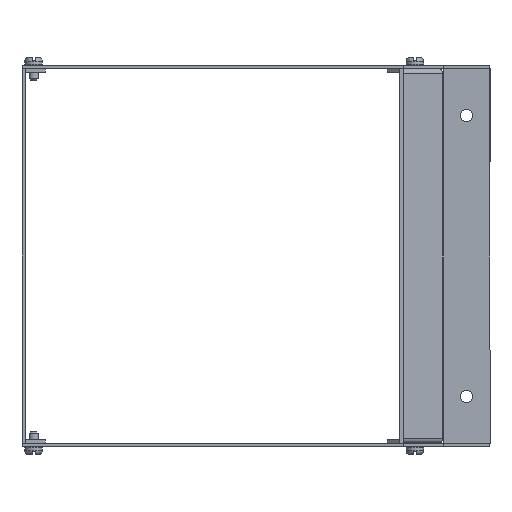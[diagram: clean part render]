
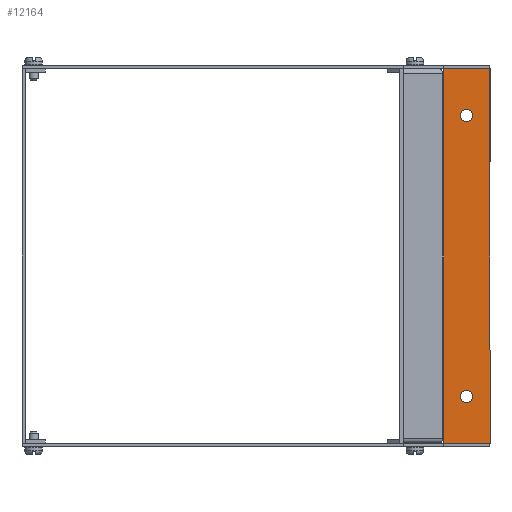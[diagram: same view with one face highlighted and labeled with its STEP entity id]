
A CAD part, front view. The second image highlights one B-rep face of the part: STEP entity #12164.
In plain terms, the highlighted planar face has unit normal (0, -1, 0).
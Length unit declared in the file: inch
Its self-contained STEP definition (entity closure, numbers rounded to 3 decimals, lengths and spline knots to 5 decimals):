
#314 = EDGE_CURVE ( 'NONE', #14984, #3417, #14331, .T. ) ;
#426 = EDGE_CURVE ( 'NONE', #5675, #2982, #4854, .T. ) ;
#460 = ORIENTED_EDGE ( 'NONE', *, *, #10003, .T. ) ;
#629 = VERTEX_POINT ( 'NONE', #6634 ) ;
#775 = VECTOR ( 'NONE', #6053, 39.37008 ) ;
#1074 = DIRECTION ( 'NONE',  ( 0., -1., 0. ) ) ;
#1280 = VECTOR ( 'NONE', #7632, 39.37008 ) ;
#1320 = FACE_OUTER_BOUND ( 'NONE', #5012, .T. ) ;
#1526 = CARTESIAN_POINT ( 'NONE',  ( 4.94168, -4.07182, -8. ) ) ;
#1645 = CARTESIAN_POINT ( 'NONE',  ( 5.42818, -4.07182, -1. ) ) ;
#1696 = VERTEX_POINT ( 'NONE', #11236 ) ;
#1733 = EDGE_LOOP ( 'NONE', ( #11848, #4255 ) ) ;
#1786 = EDGE_CURVE ( 'NONE', #13034, #14984, #6270, .T. ) ;
#1860 = VERTEX_POINT ( 'NONE', #4220 ) ;
#1925 = AXIS2_PLACEMENT_3D ( 'NONE', #2026, #13860, #14960 ) ;
#2026 = CARTESIAN_POINT ( 'NONE',  ( 5.42818, -4.07182, -7. ) ) ;
#2120 = AXIS2_PLACEMENT_3D ( 'NONE', #1645, #10435, #15965 ) ;
#2247 = ORIENTED_EDGE ( 'NONE', *, *, #4908, .T. ) ;
#2253 = VECTOR ( 'NONE', #9183, 39.37008 ) ;
#2283 = DIRECTION ( 'NONE',  ( -1., 0., 0. ) ) ;
#2304 = AXIS2_PLACEMENT_3D ( 'NONE', #15399, #6516, #6601 ) ;
#2314 = CARTESIAN_POINT ( 'NONE',  ( 4.94168, -4.07182, 0. ) ) ;
#2368 = CARTESIAN_POINT ( 'NONE',  ( 5.42818, -4.07182, -1. ) ) ;
#2982 = VERTEX_POINT ( 'NONE', #5527 ) ;
#3182 = DIRECTION ( 'NONE',  ( 0., 0., -1. ) ) ;
#3338 = EDGE_CURVE ( 'NONE', #3417, #5675, #14519, .T. ) ;
#3417 = VERTEX_POINT ( 'NONE', #15813 ) ;
#3485 = VECTOR ( 'NONE', #7758, 39.37008 ) ;
#3865 = AXIS2_PLACEMENT_3D ( 'NONE', #7524, #1074, #3867 ) ;
#3867 = DIRECTION ( 'NONE',  ( -1., 0., 0. ) ) ;
#3874 = CARTESIAN_POINT ( 'NONE',  ( 4.94168, -4.07182, 0. ) ) ;
#3946 = FACE_BOUND ( 'NONE', #1733, .T. ) ;
#4220 = CARTESIAN_POINT ( 'NONE',  ( 4.94168, -4.07182, -7.892 ) ) ;
#4255 = ORIENTED_EDGE ( 'NONE', *, *, #6221, .T. ) ;
#4668 = EDGE_CURVE ( 'NONE', #1860, #13034, #7847, .T. ) ;
#4818 = CIRCLE ( 'NONE', #2120, 0.133 ) ;
#4854 = LINE ( 'NONE', #2314, #775 ) ;
#4908 = EDGE_CURVE ( 'NONE', #2982, #1860, #10950, .T. ) ;
#5012 = EDGE_LOOP ( 'NONE', ( #11676, #6887, #5716, #14986, #2247, #13395 ) ) ;
#5237 = CARTESIAN_POINT ( 'NONE',  ( 5.92818, -4.07182, -8. ) ) ;
#5527 = CARTESIAN_POINT ( 'NONE',  ( 4.94168, -4.07182, -0.108 ) ) ;
#5675 = VERTEX_POINT ( 'NONE', #3874 ) ;
#5716 = ORIENTED_EDGE ( 'NONE', *, *, #3338, .T. ) ;
#6053 = DIRECTION ( 'NONE',  ( 0., 0., -1. ) ) ;
#6221 = EDGE_CURVE ( 'NONE', #10731, #9782, #4818, .T. ) ;
#6270 = LINE ( 'NONE', #11407, #1280 ) ;
#6357 = DIRECTION ( 'NONE',  ( 0., 1., 0. ) ) ;
#6516 = DIRECTION ( 'NONE',  ( 0., 1., 0. ) ) ;
#6601 = DIRECTION ( 'NONE',  ( -1., 0., 0. ) ) ;
#6634 = CARTESIAN_POINT ( 'NONE',  ( 5.56118, -4.07182, -7. ) ) ;
#6887 = ORIENTED_EDGE ( 'NONE', *, *, #314, .T. ) ;
#7524 = CARTESIAN_POINT ( 'NONE',  ( 2.72218, -4.07182, 0. ) ) ;
#7619 = EDGE_CURVE ( 'NONE', #629, #1696, #14342, .T. ) ;
#7632 = DIRECTION ( 'NONE',  ( 1., 0., 0. ) ) ;
#7758 = DIRECTION ( 'NONE',  ( 0., 0., 1. ) ) ;
#7847 = LINE ( 'NONE', #12990, #14980 ) ;
#8105 = CARTESIAN_POINT ( 'NONE',  ( 5.63288, -4.07182, 0. ) ) ;
#9183 = DIRECTION ( 'NONE',  ( -1., 0., 0. ) ) ;
#9251 = EDGE_LOOP ( 'NONE', ( #460, #14094 ) ) ;
#9588 = CIRCLE ( 'NONE', #2304, 0.133 ) ;
#9782 = VERTEX_POINT ( 'NONE', #14474 ) ;
#10003 = EDGE_CURVE ( 'NONE', #1696, #629, #9588, .T. ) ;
#10202 = PLANE ( 'NONE',  #3865 ) ;
#10272 = CARTESIAN_POINT ( 'NONE',  ( 5.92818, -4.07182, 0. ) ) ;
#10435 = DIRECTION ( 'NONE',  ( 0., 1., 0. ) ) ;
#10731 = VERTEX_POINT ( 'NONE', #14311 ) ;
#10950 = LINE ( 'NONE', #12305, #13083 ) ;
#10951 = EDGE_CURVE ( 'NONE', #9782, #10731, #11622, .T. ) ;
#11236 = CARTESIAN_POINT ( 'NONE',  ( 5.29518, -4.07182, -7. ) ) ;
#11376 = FACE_BOUND ( 'NONE', #9251, .T. ) ;
#11407 = CARTESIAN_POINT ( 'NONE',  ( 3.36589, -4.07182, -8. ) ) ;
#11622 = CIRCLE ( 'NONE', #12159, 0.133 ) ;
#11676 = ORIENTED_EDGE ( 'NONE', *, *, #1786, .T. ) ;
#11848 = ORIENTED_EDGE ( 'NONE', *, *, #10951, .T. ) ;
#12044 = DIRECTION ( 'NONE',  ( 0., 0., -1. ) ) ;
#12159 = AXIS2_PLACEMENT_3D ( 'NONE', #2368, #6357, #2283 ) ;
#12164 = ADVANCED_FACE ( 'NONE', ( #1320, #3946, #11376 ), #10202, .T. ) ;
#12305 = CARTESIAN_POINT ( 'NONE',  ( 4.94168, -4.07182, 0. ) ) ;
#12990 = CARTESIAN_POINT ( 'NONE',  ( 4.94168, -4.07182, 0. ) ) ;
#13034 = VERTEX_POINT ( 'NONE', #1526 ) ;
#13083 = VECTOR ( 'NONE', #3182, 39.37008 ) ;
#13395 = ORIENTED_EDGE ( 'NONE', *, *, #4668, .T. ) ;
#13860 = DIRECTION ( 'NONE',  ( 0., 1., 0. ) ) ;
#14094 = ORIENTED_EDGE ( 'NONE', *, *, #7619, .T. ) ;
#14311 = CARTESIAN_POINT ( 'NONE',  ( 5.56118, -4.07182, -1. ) ) ;
#14331 = LINE ( 'NONE', #10272, #3485 ) ;
#14342 = CIRCLE ( 'NONE', #1925, 0.133 ) ;
#14474 = CARTESIAN_POINT ( 'NONE',  ( 5.29518, -4.07182, -1. ) ) ;
#14519 = LINE ( 'NONE', #8105, #2253 ) ;
#14960 = DIRECTION ( 'NONE',  ( -1., 0., 0. ) ) ;
#14980 = VECTOR ( 'NONE', #12044, 39.37008 ) ;
#14984 = VERTEX_POINT ( 'NONE', #5237 ) ;
#14986 = ORIENTED_EDGE ( 'NONE', *, *, #426, .T. ) ;
#15399 = CARTESIAN_POINT ( 'NONE',  ( 5.42818, -4.07182, -7. ) ) ;
#15813 = CARTESIAN_POINT ( 'NONE',  ( 5.92818, -4.07182, 0. ) ) ;
#15965 = DIRECTION ( 'NONE',  ( -1., 0., 0. ) ) ;
